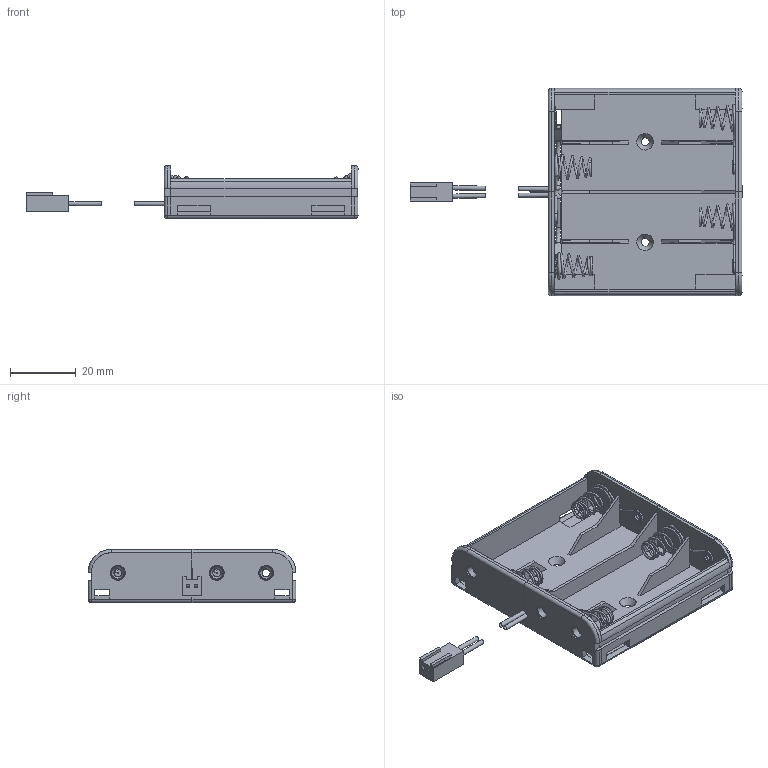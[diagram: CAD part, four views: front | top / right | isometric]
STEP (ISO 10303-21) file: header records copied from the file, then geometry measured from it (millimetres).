
FILE_DESCRIPTION((''),'2;1');
FILE_NAME('JB.stp','2021-05-17T10:07:35',(''),(''),'AutoCAD STEP 2000i','AutoCAD 2000i',', , ');
FILE_SCHEMA(('CONFIG_CONTROL_DESIGN'));
Length unit declared in the file: millimetre
Products named in the file (1): JB
Bounding box: 100.75 x 63 x 16.1 mm (x, y, z)
Surface area: 17759.8 mm2 (no closed solid volume)
Topology: 0 solids, 0 shells, 420 faces, 1957 edges, 1788 vertices
Faces by surface type: bspline 420
Entity records: 48066 total; most frequent: CARTESIAN_POINT 39455, QUASI_UNIFORM_CURVE 2784, COMPOSITE_CURVE_SEGMENT 1821, PCURVE 1809, B_SPLINE_CURVE_WITH_KNOTS 478, OUTER_BOUNDARY_CURVE 420, CURVE_BOUNDED_SURFACE 420, QUASI_UNIFORM_SURFACE 199
